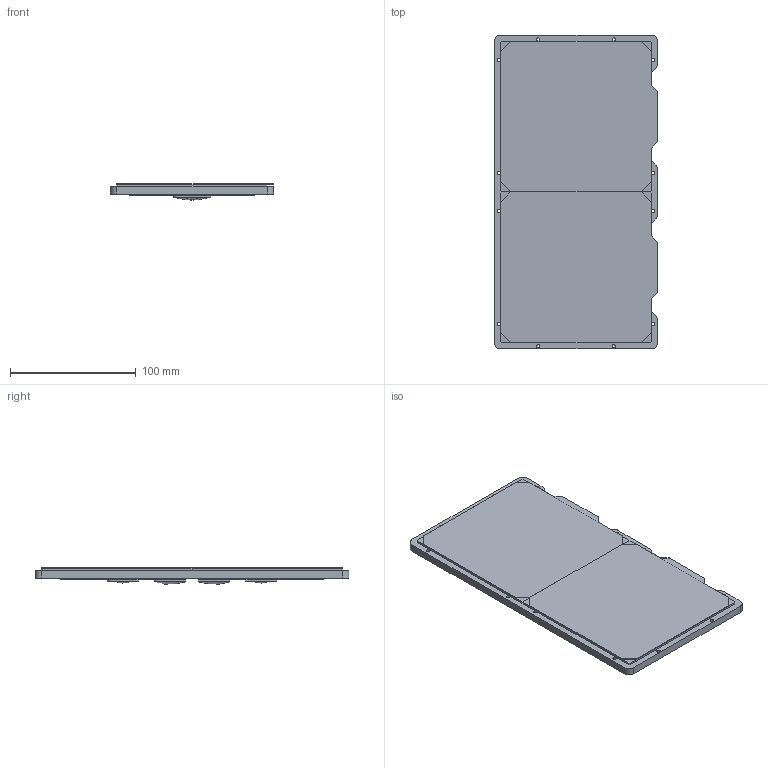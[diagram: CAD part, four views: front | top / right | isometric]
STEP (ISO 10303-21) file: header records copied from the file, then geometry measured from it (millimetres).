
FILE_DESCRIPTION(/* description */ (''),/* implementation_level */ '2;1');
FILE_NAME(/* name */ 'Dragon_Bed_Assembly.step',/* time_stamp */ '2022-04-20T19:13:23-07:00',/* author */ (''),/* organization */ (''),/* preprocessor_version */ 'ST-DEVELOPER v18.1',/* originating_system */ 'Autodesk Translation Framework v10.14.0.1471',/* authorisation */ '');
FILE_SCHEMA (('AUTOMOTIVE_DESIGN { 1 0 10303 214 3 1 1 }'));
Length unit declared in the file: millimetre
Products named in the file (5): Dragon_Bed_Assembly; Dragon_Bed; Silicone_Heat_Bed 100x100; Bed_Magnet; Spring Steel
Assembly tree (7 placements, depth 2):
  Dragon_Bed_Assembly
    Silicone_Heat_Bed 100x100  x2
    Dragon_Bed
    Bed_Magnet  x2
    Spring Steel  x2
Bounding box: 130 x 250 x 12.93 mm (x, y, z)
Volume: 286369.7 mm3; surface area: 236611 mm2
Topology: 13 solids, 13 shells, 175 faces, 424 edges, 284 vertices
Faces by surface type: plane 113, cylinder 52, sphere 10
Full cylindrical faces by diameter (mm): 2.2 x2, 2.6 x12, 3 x5, 6 x2, 6.25 x3
Entity records: 3703 total; most frequent: DIRECTION 640, CARTESIAN_POINT 601, ORIENTED_EDGE 568, EDGE_CURVE 284, AXIS2_PLACEMENT_3D 229, VERTEX_POINT 190, LINE 182, VECTOR 182
